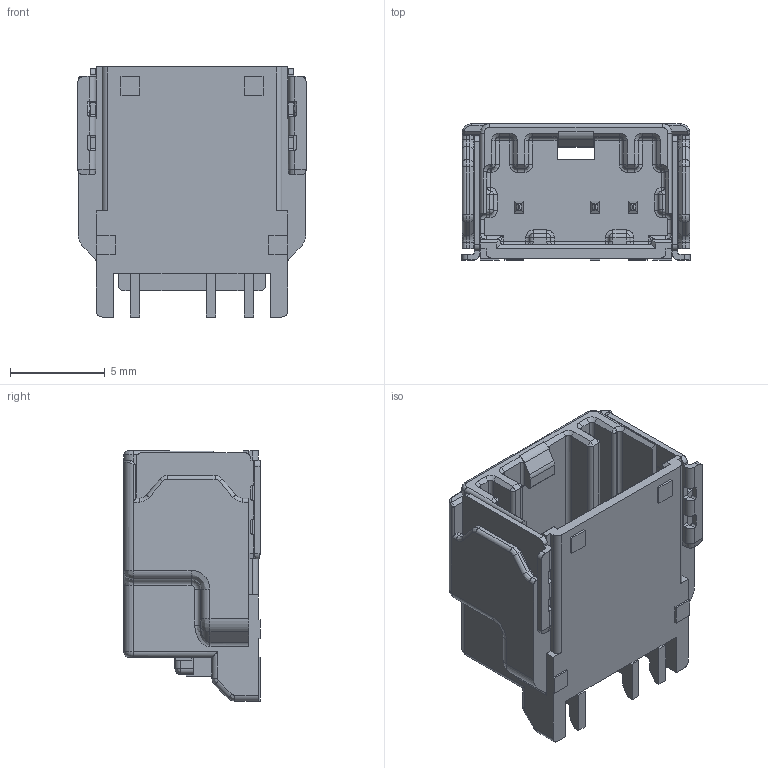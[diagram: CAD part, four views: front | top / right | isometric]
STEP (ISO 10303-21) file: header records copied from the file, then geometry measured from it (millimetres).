
FILE_DESCRIPTION (( 'STEP AP214' ), '1' );
FILE_NAME ('C_020_D_C_SMT_3M_H_ASSY_BK_(B)_Rev.B.STEP', '2020-10-21T01:49:59', ( '' ), ( '' ), 'SwSTEP 2.0', 'SolidWorks 2019', '' );
FILE_SCHEMA (( 'AUTOMOTIVE_DESIGN' ));
Length unit declared in the file: millimetre
Products named in the file (1): C_020_D_C_SMT_3M_H_ASSY_BK_(B)_Rev.B
Bounding box: 12.05 x 7.2 x 13.2 mm (x, y, z)
Volume: 431.2 mm3; surface area: 1087 mm2
Topology: 1 solids, 1 shells, 663 faces, 1737 edges, 1046 vertices
Faces by surface type: plane 314, cylinder 235, bspline 77, cone 26, torus 11
Entity records: 21503 total; most frequent: CARTESIAN_POINT 6012, ORIENTED_EDGE 3410, DIRECTION 3014, EDGE_CURVE 1705, VECTOR 1076, LINE 1076, VERTEX_POINT 1046, AXIS2_PLACEMENT_3D 969
